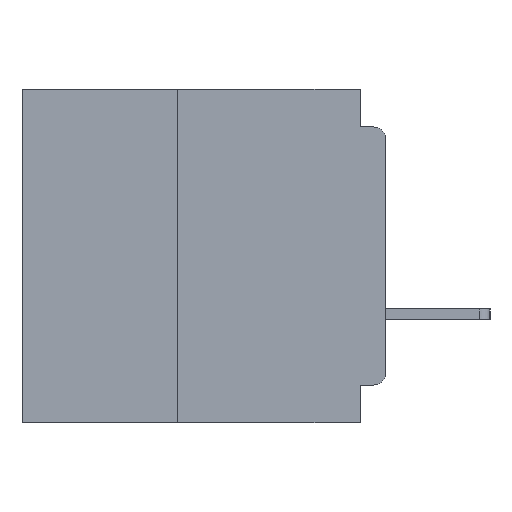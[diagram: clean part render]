
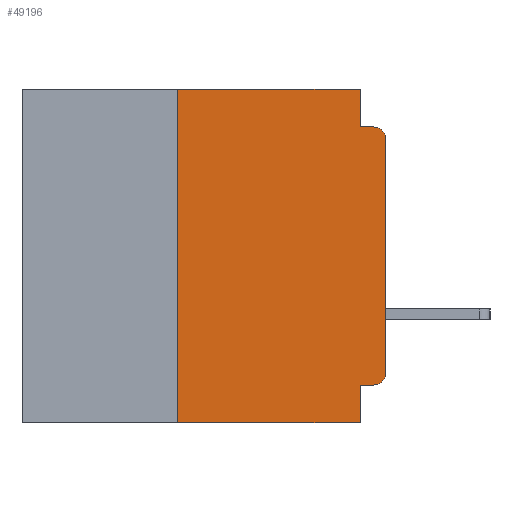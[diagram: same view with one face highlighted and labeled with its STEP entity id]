
A CAD part, left-side view. The second image highlights one B-rep face of the part: STEP entity #49196.
In plain terms, the highlighted planar face has unit normal (-1, 0, 0).
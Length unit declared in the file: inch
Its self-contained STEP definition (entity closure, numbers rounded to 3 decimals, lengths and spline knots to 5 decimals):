
#946 = VERTEX_POINT ( 'NONE', #59451 ) ;
#1464 = DIRECTION ( 'NONE',  ( -1., 0., 0. ) ) ;
#3109 = LINE ( 'NONE', #49061, #25246 ) ;
#3144 = DIRECTION ( 'NONE',  ( 0., 1., 0. ) ) ;
#4818 = ORIENTED_EDGE ( 'NONE', *, *, #35759, .F. ) ;
#4902 = VECTOR ( 'NONE', #18890, 39.37008 ) ;
#5229 = CARTESIAN_POINT ( 'NONE',  ( 0., 0.031, -0.045 ) ) ;
#5707 = DIRECTION ( 'NONE',  ( -1., 0., 0. ) ) ;
#5829 = EDGE_CURVE ( 'NONE', #29779, #946, #34400, .T. ) ;
#6236 = CARTESIAN_POINT ( 'NONE',  ( 0., 0., -0.045 ) ) ;
#6324 = ORIENTED_EDGE ( 'NONE', *, *, #40919, .F. ) ;
#6443 = VERTEX_POINT ( 'NONE', #46792 ) ;
#6605 = LINE ( 'NONE', #24386, #28693 ) ;
#6893 = CARTESIAN_POINT ( 'NONE',  ( 0., 0.031, 0. ) ) ;
#7638 = ORIENTED_EDGE ( 'NONE', *, *, #54540, .F. ) ;
#8350 = EDGE_CURVE ( 'NONE', #6443, #20698, #11926, .T. ) ;
#8765 = EDGE_CURVE ( 'NONE', #29779, #29988, #25917, .T. ) ;
#9657 = CARTESIAN_POINT ( 'NONE',  ( 0., 0.437, 0. ) ) ;
#11926 = CIRCLE ( 'NONE', #49983, 0.015 ) ;
#12891 = VERTEX_POINT ( 'NONE', #41267 ) ;
#13964 = CARTESIAN_POINT ( 'NONE',  ( 0., 0.25, -0.4 ) ) ;
#14392 = DIRECTION ( 'NONE',  ( 0., 0., -1. ) ) ;
#14601 = VECTOR ( 'NONE', #3144, 39.37008 ) ;
#15137 = ORIENTED_EDGE ( 'NONE', *, *, #60337, .F. ) ;
#15406 = CARTESIAN_POINT ( 'NONE',  ( 0., 0.437, -0.4 ) ) ;
#17148 = CARTESIAN_POINT ( 'NONE',  ( 0., 0., -0.355 ) ) ;
#18121 = ORIENTED_EDGE ( 'NONE', *, *, #8765, .F. ) ;
#18890 = DIRECTION ( 'NONE',  ( 0., -1., 0. ) ) ;
#19211 = CARTESIAN_POINT ( 'NONE',  ( 0., 0.015, -0.045 ) ) ;
#19624 = ORIENTED_EDGE ( 'NONE', *, *, #5829, .T. ) ;
#20698 = VERTEX_POINT ( 'NONE', #19211 ) ;
#23730 = EDGE_CURVE ( 'NONE', #55321, #6443, #3109, .T. ) ;
#23992 = DIRECTION ( 'NONE',  ( 0., 0., -1. ) ) ;
#24386 = CARTESIAN_POINT ( 'NONE',  ( 0., 0.031, -0.4 ) ) ;
#24450 = VECTOR ( 'NONE', #32533, 39.37008 ) ;
#24563 = CARTESIAN_POINT ( 'NONE',  ( 0., 0., -0.34 ) ) ;
#24945 = DIRECTION ( 'NONE',  ( 0., -1., 0. ) ) ;
#25246 = VECTOR ( 'NONE', #53795, 39.37008 ) ;
#25917 = LINE ( 'NONE', #13964, #24450 ) ;
#26249 = VERTEX_POINT ( 'NONE', #38918 ) ;
#27178 = LINE ( 'NONE', #17148, #14601 ) ;
#28494 = LINE ( 'NONE', #51782, #4902 ) ;
#28693 = VECTOR ( 'NONE', #52748, 39.37008 ) ;
#29254 = EDGE_CURVE ( 'NONE', #12891, #55321, #47590, .T. ) ;
#29689 = CARTESIAN_POINT ( 'NONE',  ( 0., 0.015, -0.06 ) ) ;
#29779 = VERTEX_POINT ( 'NONE', #37544 ) ;
#29988 = VERTEX_POINT ( 'NONE', #34426 ) ;
#30390 = ORIENTED_EDGE ( 'NONE', *, *, #8350, .T. ) ;
#31647 = VERTEX_POINT ( 'NONE', #5229 ) ;
#32199 = ORIENTED_EDGE ( 'NONE', *, *, #23730, .T. ) ;
#32533 = DIRECTION ( 'NONE',  ( 0., 0., 1. ) ) ;
#33084 = AXIS2_PLACEMENT_3D ( 'NONE', #9657, #42614, #14392 ) ;
#33890 = CARTESIAN_POINT ( 'NONE',  ( 0., 0.015, -0.34 ) ) ;
#34400 = LINE ( 'NONE', #15406, #57898 ) ;
#34412 = DIRECTION ( 'NONE',  ( 0., -1., 0. ) ) ;
#34416 = DIRECTION ( 'NONE',  ( 0., 0., -1. ) ) ;
#34426 = CARTESIAN_POINT ( 'NONE',  ( 0., 0.25, 0. ) ) ;
#35759 = EDGE_CURVE ( 'NONE', #54855, #31647, #40223, .T. ) ;
#36971 = AXIS2_PLACEMENT_3D ( 'NONE', #33890, #5707, #38653 ) ;
#37069 = ORIENTED_EDGE ( 'NONE', *, *, #29254, .T. ) ;
#37385 = LINE ( 'NONE', #6236, #43977 ) ;
#37544 = CARTESIAN_POINT ( 'NONE',  ( 0., 0.25, -0.4 ) ) ;
#38653 = DIRECTION ( 'NONE',  ( 0., 0., -1. ) ) ;
#38694 = FACE_OUTER_BOUND ( 'NONE', #58990, .T. ) ;
#38918 = CARTESIAN_POINT ( 'NONE',  ( 0., 0.031, -0.355 ) ) ;
#40223 = LINE ( 'NONE', #42692, #51241 ) ;
#40919 = EDGE_CURVE ( 'NONE', #31647, #20698, #37385, .T. ) ;
#41267 = CARTESIAN_POINT ( 'NONE',  ( 0., 0.015, -0.355 ) ) ;
#42614 = DIRECTION ( 'NONE',  ( 1., 0., 0. ) ) ;
#42692 = CARTESIAN_POINT ( 'NONE',  ( 0., 0.031, 0. ) ) ;
#43977 = VECTOR ( 'NONE', #34412, 39.37008 ) ;
#46792 = CARTESIAN_POINT ( 'NONE',  ( 0., 0., -0.06 ) ) ;
#47590 = CIRCLE ( 'NONE', #36971, 0.015 ) ;
#47992 = ORIENTED_EDGE ( 'NONE', *, *, #59896, .F. ) ;
#49061 = CARTESIAN_POINT ( 'NONE',  ( 0., 0., 0. ) ) ;
#49196 = ADVANCED_FACE ( 'NONE', ( #38694 ), #56561, .F. ) ;
#49983 = AXIS2_PLACEMENT_3D ( 'NONE', #29689, #1464, #34416 ) ;
#51241 = VECTOR ( 'NONE', #23992, 39.37008 ) ;
#51782 = CARTESIAN_POINT ( 'NONE',  ( 0., 0.437, 0. ) ) ;
#52748 = DIRECTION ( 'NONE',  ( 0., 0., -1. ) ) ;
#53795 = DIRECTION ( 'NONE',  ( 0., 0., 1. ) ) ;
#54540 = EDGE_CURVE ( 'NONE', #29988, #54855, #28494, .T. ) ;
#54855 = VERTEX_POINT ( 'NONE', #6893 ) ;
#55321 = VERTEX_POINT ( 'NONE', #24563 ) ;
#56561 = PLANE ( 'NONE',  #33084 ) ;
#57898 = VECTOR ( 'NONE', #24945, 39.37008 ) ;
#58990 = EDGE_LOOP ( 'NONE', ( #32199, #30390, #6324, #4818, #7638, #18121, #19624, #47992, #15137, #37069 ) ) ;
#59451 = CARTESIAN_POINT ( 'NONE',  ( 0., 0.031, -0.4 ) ) ;
#59896 = EDGE_CURVE ( 'NONE', #26249, #946, #6605, .T. ) ;
#60337 = EDGE_CURVE ( 'NONE', #12891, #26249, #27178, .T. ) ;
